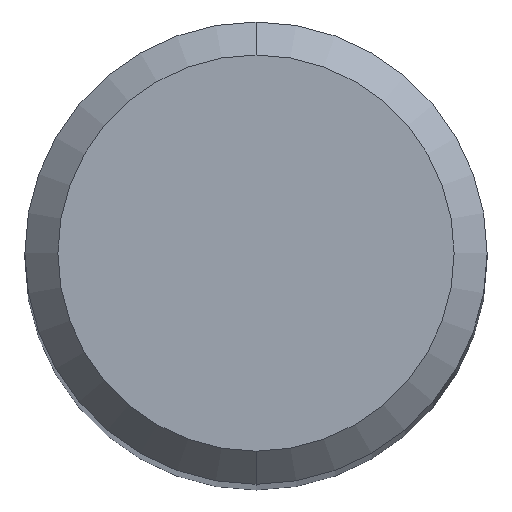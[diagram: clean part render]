
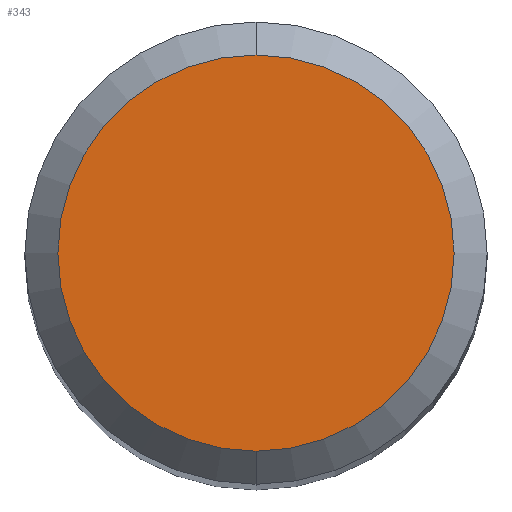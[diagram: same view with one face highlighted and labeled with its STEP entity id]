
A CAD part, top view. The second image highlights one B-rep face of the part: STEP entity #343.
In plain terms, the highlighted planar face has unit normal (0, 0, 1).
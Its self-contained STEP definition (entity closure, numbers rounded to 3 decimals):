
#301=VERTEX_POINT('',#696);
#343=ADVANCED_FACE('',(#743),#744,.T.);
#413=EDGE_CURVE('',#427,#301,#823,.T.);
#427=VERTEX_POINT('',#839);
#463=EDGE_CURVE('',#301,#427,#879,.T.);
#696=CARTESIAN_POINT('',(0.0,1.8,0.0));
#743=FACE_OUTER_BOUND('',#1282,.T.);
#744=PLANE('',#1283);
#823=CIRCLE('',#1393,1.8);
#839=CARTESIAN_POINT('',(0.,-1.8,0.0));
#879=CIRCLE('',#1497,1.8);
#1282=EDGE_LOOP('',(#1926,#1927));
#1283=AXIS2_PLACEMENT_3D('',#1928,#1929,#1930);
#1393=AXIS2_PLACEMENT_3D('',#2029,#2030,#2031);
#1497=AXIS2_PLACEMENT_3D('',#2112,#2113,#2114);
#1926=ORIENTED_EDGE('',*,*,#463,.F.);
#1927=ORIENTED_EDGE('',*,*,#413,.F.);
#1928=CARTESIAN_POINT('',(0.0,0.9,0.0));
#1929=DIRECTION('',(-0.0,0.0,1.0));
#1930=DIRECTION('',(0.0,-1.0,0.0));
#2029=CARTESIAN_POINT('',(0.0,0.0,0.0));
#2030=DIRECTION('',(0.0,0.0,-1.0));
#2031=DIRECTION('',(0.0,1.0,0.0));
#2112=CARTESIAN_POINT('',(0.0,0.0,0.0));
#2113=DIRECTION('',(0.0,0.0,-1.0));
#2114=DIRECTION('',(0.0,1.0,0.0));
